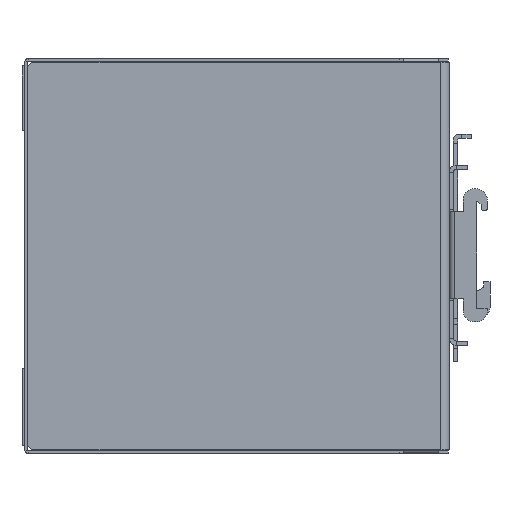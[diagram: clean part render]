
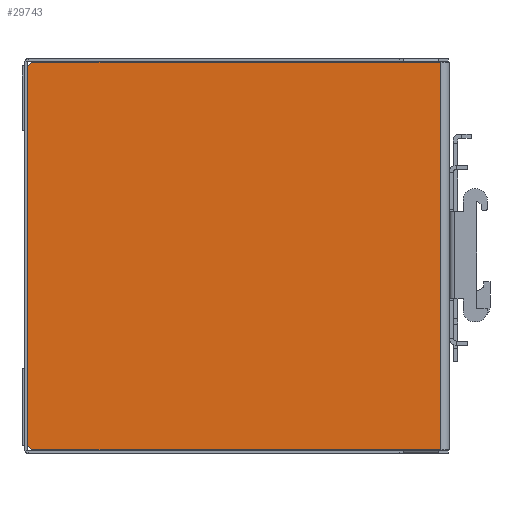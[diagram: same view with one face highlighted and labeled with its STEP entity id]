
A CAD part, left-side view. The second image highlights one B-rep face of the part: STEP entity #29743.
In plain terms, the highlighted planar face has unit normal (-1, 0, 0).
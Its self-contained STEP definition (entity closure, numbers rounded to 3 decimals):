
#451 = VECTOR ( 'NONE', #23853, 1000. ) ;
#1616 = ORIENTED_EDGE ( 'NONE', *, *, #34544, .T. ) ;
#1818 = LINE ( 'NONE', #3179, #451 ) ;
#2249 = VERTEX_POINT ( 'NONE', #21911 ) ;
#2329 = CARTESIAN_POINT ( 'NONE',  ( -35., 148., -69. ) ) ;
#2456 = EDGE_CURVE ( 'NONE', #7957, #10074, #37099, .T. ) ;
#3104 = DIRECTION ( 'NONE',  ( 0., 0., 1. ) ) ;
#3179 = CARTESIAN_POINT ( 'NONE',  ( -35., 107.75, -107.75 ) ) ;
#4435 = EDGE_CURVE ( 'NONE', #2249, #10074, #16239, .T. ) ;
#4460 = VERTEX_POINT ( 'NONE', #23748 ) ;
#4991 = ORIENTED_EDGE ( 'NONE', *, *, #2456, .T. ) ;
#6335 = ORIENTED_EDGE ( 'NONE', *, *, #4435, .F. ) ;
#7451 = CARTESIAN_POINT ( 'NONE',  ( -35., 107.75, 107.75 ) ) ;
#7763 = CARTESIAN_POINT ( 'NONE',  ( -35., 1., -69. ) ) ;
#7957 = VERTEX_POINT ( 'NONE', #7763 ) ;
#8410 = VECTOR ( 'NONE', #23870, 1000. ) ;
#8470 = DIRECTION ( 'NONE',  ( -1., 0., 0. ) ) ;
#9730 = ORIENTED_EDGE ( 'NONE', *, *, #27193, .F. ) ;
#9915 = VECTOR ( 'NONE', #24744, 1000. ) ;
#10074 = VERTEX_POINT ( 'NONE', #15204 ) ;
#11262 = DIRECTION ( 'NONE',  ( 0., 0., 1. ) ) ;
#11717 = CARTESIAN_POINT ( 'NONE',  ( -35., 0., 69. ) ) ;
#13321 = ORIENTED_EDGE ( 'NONE', *, *, #19157, .F. ) ;
#14982 = LINE ( 'NONE', #7451, #9915 ) ;
#15204 = CARTESIAN_POINT ( 'NONE',  ( -35., 1., 69. ) ) ;
#15839 = LINE ( 'NONE', #20291, #22802 ) ;
#16239 = LINE ( 'NONE', #11717, #8410 ) ;
#16927 = FACE_OUTER_BOUND ( 'NONE', #23328, .T. ) ;
#19157 = EDGE_CURVE ( 'NONE', #4460, #19911, #15839, .T. ) ;
#19202 = CARTESIAN_POINT ( 'NONE',  ( -35., 146.5, -69. ) ) ;
#19911 = VERTEX_POINT ( 'NONE', #24316 ) ;
#20291 = CARTESIAN_POINT ( 'NONE',  ( -35., 148., 69. ) ) ;
#21911 = CARTESIAN_POINT ( 'NONE',  ( -35., 146.5, 69. ) ) ;
#22802 = VECTOR ( 'NONE', #3104, 1000. ) ;
#23328 = EDGE_LOOP ( 'NONE', ( #13321, #27633, #9730, #4991, #6335, #1616 ) ) ;
#23439 = DIRECTION ( 'NONE',  ( 0., -1., 0. ) ) ;
#23748 = CARTESIAN_POINT ( 'NONE',  ( -35., 148., -67.5 ) ) ;
#23853 = DIRECTION ( 'NONE',  ( 0., -0.707, -0.707 ) ) ;
#23870 = DIRECTION ( 'NONE',  ( 0., -1., 0. ) ) ;
#24316 = CARTESIAN_POINT ( 'NONE',  ( -35., 148., 67.5 ) ) ;
#24549 = VERTEX_POINT ( 'NONE', #19202 ) ;
#24744 = DIRECTION ( 'NONE',  ( 0., 0.707, -0.707 ) ) ;
#25429 = LINE ( 'NONE', #2329, #31833 ) ;
#25978 = CARTESIAN_POINT ( 'NONE',  ( -35., 1., 0. ) ) ;
#26628 = PLANE ( 'NONE',  #33224 ) ;
#27193 = EDGE_CURVE ( 'NONE', #7957, #24549, #25429, .T. ) ;
#27633 = ORIENTED_EDGE ( 'NONE', *, *, #37480, .T. ) ;
#29575 = CARTESIAN_POINT ( 'NONE',  ( -35., 0., 0. ) ) ;
#29743 = ADVANCED_FACE ( 'NONE', ( #16927 ), #26628, .T. ) ;
#31833 = VECTOR ( 'NONE', #38017, 1000. ) ;
#33224 = AXIS2_PLACEMENT_3D ( 'NONE', #29575, #8470, #23439 ) ;
#34544 = EDGE_CURVE ( 'NONE', #2249, #19911, #14982, .T. ) ;
#37099 = LINE ( 'NONE', #25978, #37596 ) ;
#37480 = EDGE_CURVE ( 'NONE', #4460, #24549, #1818, .T. ) ;
#37596 = VECTOR ( 'NONE', #11262, 1000. ) ;
#38017 = DIRECTION ( 'NONE',  ( 0., 1., 0. ) ) ;
